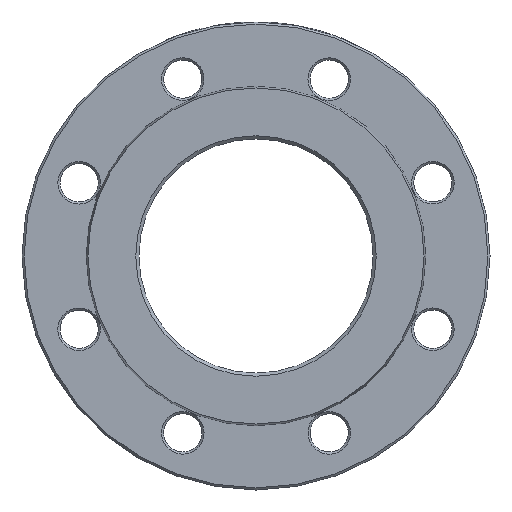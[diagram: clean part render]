
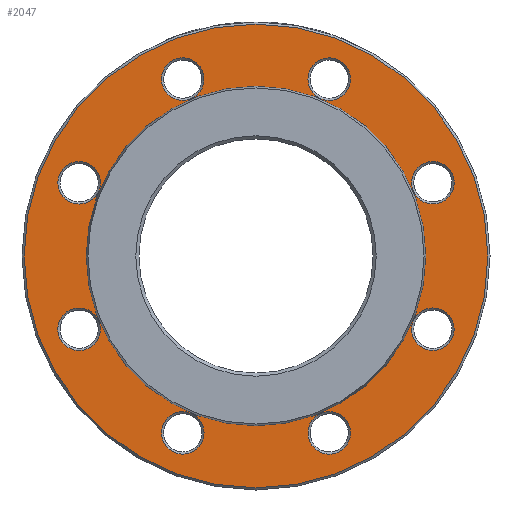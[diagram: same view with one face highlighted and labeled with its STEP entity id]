
A CAD part, left-side view. The second image highlights one B-rep face of the part: STEP entity #2047.
In plain terms, the highlighted planar face has unit normal (-1, 0, 0).
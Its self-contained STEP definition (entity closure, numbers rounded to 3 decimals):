
#271 = ORIENTED_EDGE ( 'NONE', *, *, #4576, .T. ) ;
#416 = EDGE_CURVE ( 'NONE', #4758, #4758, #4851, .T. ) ;
#420 = CARTESIAN_POINT ( 'NONE',  ( 3., 83.149, 24.442 ) ) ;
#740 = CIRCLE ( 'NONE', #1906, 79.804 ) ;
#880 = FACE_BOUND ( 'NONE', #2286, .T. ) ;
#881 = EDGE_CURVE ( 'NONE', #5175, #5175, #740, .T. ) ;
#931 = CARTESIAN_POINT ( 'NONE',  ( 3., 0., -109. ) ) ;
#988 = FACE_BOUND ( 'NONE', #3726, .T. ) ;
#1019 = CIRCLE ( 'NONE', #7140, 10. ) ;
#1021 = CIRCLE ( 'NONE', #3126, 109. ) ;
#1041 = EDGE_LOOP ( 'NONE', ( #3037 ) ) ;
#1129 = CIRCLE ( 'NONE', #7023, 10. ) ;
#1178 = EDGE_CURVE ( 'NONE', #6953, #6953, #4164, .T. ) ;
#1280 = DIRECTION ( 'NONE',  ( -1., 0., 0. ) ) ;
#1379 = CIRCLE ( 'NONE', #6319, 10. ) ;
#1406 = FACE_BOUND ( 'NONE', #4786, .T. ) ;
#1441 = EDGE_LOOP ( 'NONE', ( #6738 ) ) ;
#1673 = CARTESIAN_POINT ( 'NONE',  ( 3., -83.149, 34.442 ) ) ;
#1718 = DIRECTION ( 'NONE',  ( 1., 0., 0. ) ) ;
#1871 = EDGE_CURVE ( 'NONE', #4068, #4068, #1019, .T. ) ;
#1893 = CARTESIAN_POINT ( 'NONE',  ( 3., 34.442, -83.149 ) ) ;
#1906 = AXIS2_PLACEMENT_3D ( 'NONE', #2489, #1280, #4739 ) ;
#2014 = CARTESIAN_POINT ( 'NONE',  ( 3., 79.804, 0. ) ) ;
#2047 = ADVANCED_FACE ( 'NONE', ( #3152, #2571, #6562, #880, #7150, #988, #3706, #1406, #4888, #4812 ), #7077, .F. ) ;
#2286 = EDGE_LOOP ( 'NONE', ( #2490 ) ) ;
#2368 = CARTESIAN_POINT ( 'NONE',  ( 3., 0., 79.804 ) ) ;
#2489 = CARTESIAN_POINT ( 'NONE',  ( 3., 0., 0. ) ) ;
#2490 = ORIENTED_EDGE ( 'NONE', *, *, #7154, .T. ) ;
#2544 = CIRCLE ( 'NONE', #4894, 10. ) ;
#2571 = FACE_BOUND ( 'NONE', #5232, .T. ) ;
#2620 = VERTEX_POINT ( 'NONE', #420 ) ;
#2750 = DIRECTION ( 'NONE',  ( 0., 0.707, -0.707 ) ) ;
#2842 = AXIS2_PLACEMENT_3D ( 'NONE', #5067, #1718, #6843 ) ;
#2942 = ORIENTED_EDGE ( 'NONE', *, *, #881, .F. ) ;
#3037 = ORIENTED_EDGE ( 'NONE', *, *, #6814, .T. ) ;
#3076 = CARTESIAN_POINT ( 'NONE',  ( 3., -34.442, 83.149 ) ) ;
#3126 = AXIS2_PLACEMENT_3D ( 'NONE', #5444, #7135, #6032 ) ;
#3152 = FACE_BOUND ( 'NONE', #1041, .T. ) ;
#3191 = EDGE_LOOP ( 'NONE', ( #2942 ) ) ;
#3238 = VERTEX_POINT ( 'NONE', #6503 ) ;
#3373 = DIRECTION ( 'NONE',  ( 1., 0., 0. ) ) ;
#3599 = DIRECTION ( 'NONE',  ( 1., 0., 0. ) ) ;
#3706 = FACE_BOUND ( 'NONE', #5823, .T. ) ;
#3726 = EDGE_LOOP ( 'NONE', ( #271 ) ) ;
#3979 = CARTESIAN_POINT ( 'NONE',  ( 3., 83.149, 34.442 ) ) ;
#4068 = VERTEX_POINT ( 'NONE', #6984 ) ;
#4164 = CIRCLE ( 'NONE', #6045, 10. ) ;
#4300 = CIRCLE ( 'NONE', #7149, 10. ) ;
#4347 = EDGE_LOOP ( 'NONE', ( #6420 ) ) ;
#4369 = DIRECTION ( 'NONE',  ( 0., 0., 1. ) ) ;
#4394 = VERTEX_POINT ( 'NONE', #5433 ) ;
#4504 = DIRECTION ( 'NONE',  ( 1., 0., 0. ) ) ;
#4548 = CIRCLE ( 'NONE', #6082, 10. ) ;
#4559 = AXIS2_PLACEMENT_3D ( 'NONE', #2014, #6005, #6596 ) ;
#4576 = EDGE_CURVE ( 'NONE', #5399, #5399, #1379, .T. ) ;
#4656 = CARTESIAN_POINT ( 'NONE',  ( 3., 24.442, -83.149 ) ) ;
#4739 = DIRECTION ( 'NONE',  ( 0., 0., 1. ) ) ;
#4758 = VERTEX_POINT ( 'NONE', #5778 ) ;
#4786 = EDGE_LOOP ( 'NONE', ( #4935 ) ) ;
#4794 = CARTESIAN_POINT ( 'NONE',  ( 3., -24.442, 83.149 ) ) ;
#4812 = FACE_BOUND ( 'NONE', #3191, .T. ) ;
#4829 = VERTEX_POINT ( 'NONE', #6022 ) ;
#4851 = CIRCLE ( 'NONE', #2842, 10. ) ;
#4888 = FACE_OUTER_BOUND ( 'NONE', #4347, .T. ) ;
#4894 = AXIS2_PLACEMENT_3D ( 'NONE', #7257, #3373, #7292 ) ;
#4935 = ORIENTED_EDGE ( 'NONE', *, *, #6021, .T. ) ;
#4980 = EDGE_CURVE ( 'NONE', #3238, #3238, #4300, .T. ) ;
#5008 = CARTESIAN_POINT ( 'NONE',  ( 3., 34.442, 83.149 ) ) ;
#5067 = CARTESIAN_POINT ( 'NONE',  ( 3., -34.442, -83.149 ) ) ;
#5090 = DIRECTION ( 'NONE',  ( 0., 0.707, 0.707 ) ) ;
#5175 = VERTEX_POINT ( 'NONE', #2368 ) ;
#5196 = ORIENTED_EDGE ( 'NONE', *, *, #1178, .T. ) ;
#5232 = EDGE_LOOP ( 'NONE', ( #5196 ) ) ;
#5244 = ORIENTED_EDGE ( 'NONE', *, *, #4980, .T. ) ;
#5399 = VERTEX_POINT ( 'NONE', #4794 ) ;
#5433 = CARTESIAN_POINT ( 'NONE',  ( 3., -83.149, -24.442 ) ) ;
#5444 = CARTESIAN_POINT ( 'NONE',  ( 3., 0., 0. ) ) ;
#5539 = DIRECTION ( 'NONE',  ( 1., 0., 0. ) ) ;
#5644 = DIRECTION ( 'NONE',  ( 0., 0., -1. ) ) ;
#5778 = CARTESIAN_POINT ( 'NONE',  ( 3., -41.513, -76.078 ) ) ;
#5816 = DIRECTION ( 'NONE',  ( 1., 0., 0. ) ) ;
#5823 = EDGE_LOOP ( 'NONE', ( #6818 ) ) ;
#5985 = VERTEX_POINT ( 'NONE', #931 ) ;
#6005 = DIRECTION ( 'NONE',  ( 1., 0., 0. ) ) ;
#6021 = EDGE_CURVE ( 'NONE', #2620, #2620, #1129, .T. ) ;
#6022 = CARTESIAN_POINT ( 'NONE',  ( 3., 76.078, -41.513 ) ) ;
#6032 = DIRECTION ( 'NONE',  ( 0., 0., -1. ) ) ;
#6045 = AXIS2_PLACEMENT_3D ( 'NONE', #1893, #5816, #6358 ) ;
#6065 = CARTESIAN_POINT ( 'NONE',  ( 3., -83.149, -34.442 ) ) ;
#6082 = AXIS2_PLACEMENT_3D ( 'NONE', #6065, #7172, #4369 ) ;
#6319 = AXIS2_PLACEMENT_3D ( 'NONE', #3076, #3599, #7042 ) ;
#6358 = DIRECTION ( 'NONE',  ( 0., -1., 0. ) ) ;
#6420 = ORIENTED_EDGE ( 'NONE', *, *, #7128, .T. ) ;
#6503 = CARTESIAN_POINT ( 'NONE',  ( 3., -76.078, 41.513 ) ) ;
#6562 = FACE_BOUND ( 'NONE', #1441, .T. ) ;
#6596 = DIRECTION ( 'NONE',  ( 0., 0., -1. ) ) ;
#6604 = EDGE_LOOP ( 'NONE', ( #5244 ) ) ;
#6738 = ORIENTED_EDGE ( 'NONE', *, *, #416, .T. ) ;
#6814 = EDGE_CURVE ( 'NONE', #4829, #4829, #2544, .T. ) ;
#6818 = ORIENTED_EDGE ( 'NONE', *, *, #1871, .T. ) ;
#6843 = DIRECTION ( 'NONE',  ( 0., -0.707, 0.707 ) ) ;
#6856 = DIRECTION ( 'NONE',  ( 1., 0., 0. ) ) ;
#6953 = VERTEX_POINT ( 'NONE', #4656 ) ;
#6984 = CARTESIAN_POINT ( 'NONE',  ( 3., 41.513, 76.078 ) ) ;
#7023 = AXIS2_PLACEMENT_3D ( 'NONE', #3979, #6856, #5644 ) ;
#7042 = DIRECTION ( 'NONE',  ( 0., 1., 0. ) ) ;
#7077 = PLANE ( 'NONE',  #4559 ) ;
#7128 = EDGE_CURVE ( 'NONE', #5985, #5985, #1021, .T. ) ;
#7135 = DIRECTION ( 'NONE',  ( -1., 0., 0. ) ) ;
#7140 = AXIS2_PLACEMENT_3D ( 'NONE', #5008, #5539, #2750 ) ;
#7149 = AXIS2_PLACEMENT_3D ( 'NONE', #1673, #4504, #5090 ) ;
#7150 = FACE_BOUND ( 'NONE', #6604, .T. ) ;
#7154 = EDGE_CURVE ( 'NONE', #4394, #4394, #4548, .T. ) ;
#7172 = DIRECTION ( 'NONE',  ( 1., 0., 0. ) ) ;
#7257 = CARTESIAN_POINT ( 'NONE',  ( 3., 83.149, -34.442 ) ) ;
#7292 = DIRECTION ( 'NONE',  ( 0., -0.707, -0.707 ) ) ;
